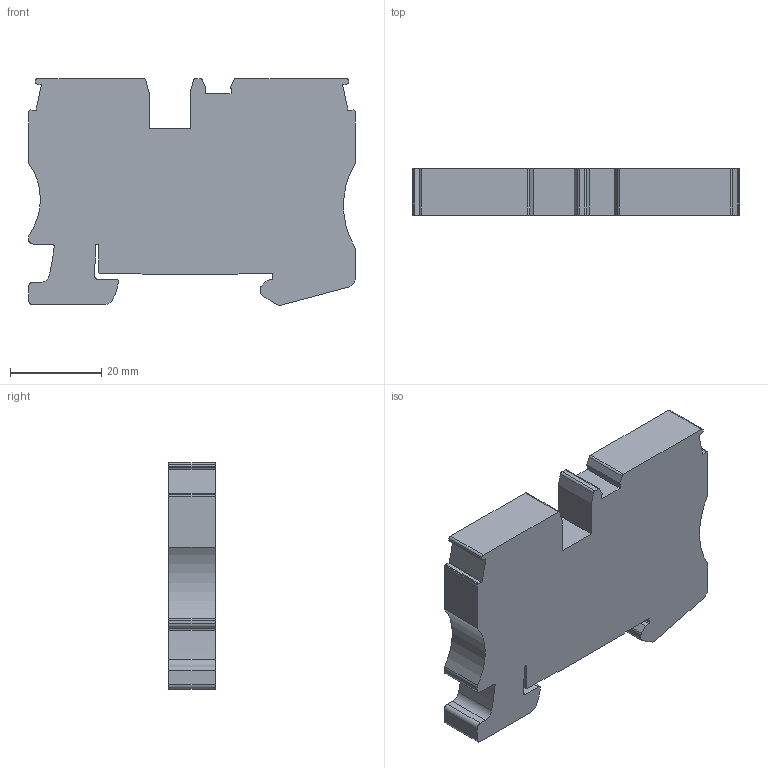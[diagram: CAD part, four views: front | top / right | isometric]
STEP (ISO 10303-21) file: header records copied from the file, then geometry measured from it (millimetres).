
FILE_DESCRIPTION(/* description */ (''),/* implementation_level */ '2;1');
FILE_NAME(/* name */ 'TC10-2-PE.stp',/* time_stamp */ '2019-06-26T10:11:51+08:00',/* author */ (''),/* organization */ (''),/* preprocessor_version */ 'ST-DEVELOPER v16',/* originating_system */ 'SIEMENS PLM Software NX 10.0',/* authorisation */ '');
FILE_SCHEMA (('CONFIG_CONTROL_DESIGN'));
Length unit declared in the file: millimetre
Products named in the file (1): SP6104T1001
Bounding box: 71.5 x 10.2 x 49.61 mm (x, y, z)
Volume: 30802.2 mm3; surface area: 9225.8 mm2
Topology: 1 solids, 1 shells, 93 faces, 273 edges, 182 vertices
Faces by surface type: plane 52, cylinder 41
Entity records: 3193 total; most frequent: CARTESIAN_POINT 549, ORIENTED_EDGE 546, DIRECTION 543, EDGE_CURVE 273, LINE 191, VECTOR 191, VERTEX_POINT 182, AXIS2_PLACEMENT_3D 176
